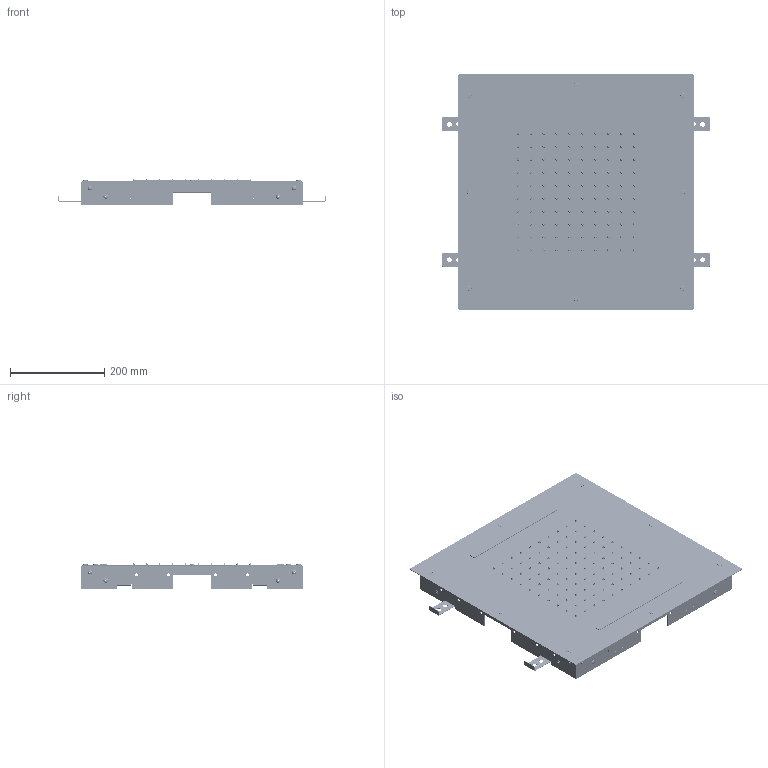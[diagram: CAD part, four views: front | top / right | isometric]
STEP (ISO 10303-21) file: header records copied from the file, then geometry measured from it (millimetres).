
FILE_DESCRIPTION(('STEP AP214'),'1');
FILE_NAME('Art.71221-6.stp','2022-09-05T12:04:22',(' '),(' '),'Spatial InterOp 3D',' ',' ');
FILE_SCHEMA(('AUTOMOTIVE_DESIGN { 1 0 10303 214 1 1 1 1 }'));
Length unit declared in the file: millimetre
Products named in the file (1): Art.71221-6
Bounding box: 568 x 500 x 55.3 mm (x, y, z)
Volume: 973006.3 mm3; surface area: 1110601.7 mm2
Topology: 1 solids, 1 shells, 4124 faces, 9635 edges, 5978 vertices
Faces by surface type: plane 1475, cylinder 1259, torus 991, cone 162, bspline 156, sphere 80, revolution 1
Full cylindrical faces by diameter (mm): 1.5 x100, 1.7 x100, 2.6 x16, 4 x24, 4.2 x4, 4.6 x14, 4.8 x16, 5 x108, 5.2 x24, 6 x24, 6.2 x40, 6.9 x12, 8.2 x12, 10 x108, 10.5 x8, 12 x4, 14 x1, 16.4 x1, 17.05 x4, 18.631 x1, 28 x1, 28.2 x1, 30 x1
Entity records: 146369 total; most frequent: CARTESIAN_POINT 27164, DIRECTION 18943, ORIENTED_EDGE 14554, AXIS2_PLACEMENT_3D 7913, EDGE_CURVE 7277, EDGE_LOOP 6786, FACE_OUTER_BOUND 5739, VERTEX_POINT 5421
